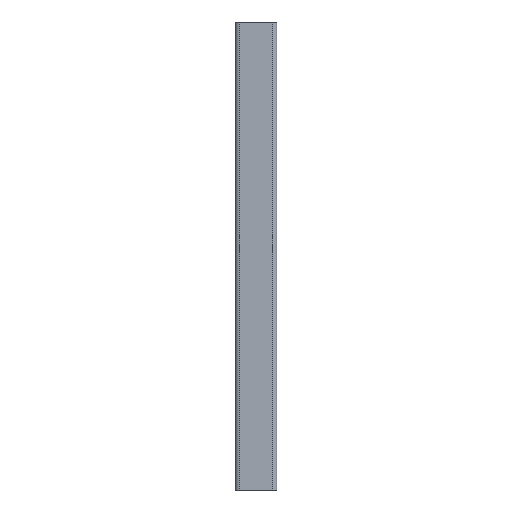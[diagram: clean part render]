
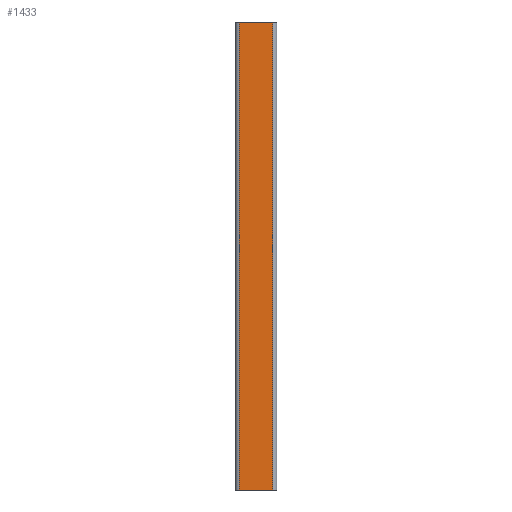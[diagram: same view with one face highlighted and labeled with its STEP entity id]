
A CAD part, front view. The second image highlights one B-rep face of the part: STEP entity #1433.
In plain terms, the highlighted planar face has unit normal (0, -1, 0).
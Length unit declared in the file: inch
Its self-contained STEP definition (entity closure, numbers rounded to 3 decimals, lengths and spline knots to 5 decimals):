
#29 = CARTESIAN_POINT ( 'NONE',  ( -0.4, -0.5, 0. ) ) ;
#99 = EDGE_CURVE ( 'NONE', #1277, #1862, #852, .T. ) ;
#220 = EDGE_CURVE ( 'NONE', #1862, #1431, #702, .T. ) ;
#340 = CARTESIAN_POINT ( 'NONE',  ( 0.4, -0.5, -11.24858 ) ) ;
#341 = VECTOR ( 'NONE', #1128, 39.37008 ) ;
#349 = CARTESIAN_POINT ( 'NONE',  ( -0.4, -0.5, -11.24858 ) ) ;
#351 = LINE ( 'NONE', #1110, #341 ) ;
#358 = VECTOR ( 'NONE', #1084, 39.37008 ) ;
#361 = CARTESIAN_POINT ( 'NONE',  ( 0.4, -0.5, 0. ) ) ;
#376 = LINE ( 'NONE', #1082, #358 ) ;
#451 = DIRECTION ( 'NONE',  ( 1., 0., 0. ) ) ;
#452 = DIRECTION ( 'NONE',  ( 0., -1., 0. ) ) ;
#454 = PLANE ( 'NONE',  #733 ) ;
#458 = CARTESIAN_POINT ( 'NONE',  ( 0.4, -0.5, -1. ) ) ;
#576 = FACE_OUTER_BOUND ( 'NONE', #1010, .T. ) ;
#700 = VECTOR ( 'NONE', #1172, 39.37008 ) ;
#702 = LINE ( 'NONE', #1170, #700 ) ;
#733 = AXIS2_PLACEMENT_3D ( 'NONE', #458, #452, #451 ) ;
#845 = VECTOR ( 'NONE', #1522, 39.37008 ) ;
#852 = LINE ( 'NONE', #1545, #845 ) ;
#1010 = EDGE_LOOP ( 'NONE', ( #1579, #1577, #1570, #1566 ) ) ;
#1082 = CARTESIAN_POINT ( 'NONE',  ( 0.4, -0.5, 0. ) ) ;
#1084 = DIRECTION ( 'NONE',  ( 1., 0., 0. ) ) ;
#1110 = CARTESIAN_POINT ( 'NONE',  ( 0.4, -0.5, -1. ) ) ;
#1128 = DIRECTION ( 'NONE',  ( 0., 0., 1. ) ) ;
#1170 = CARTESIAN_POINT ( 'NONE',  ( -0.4, -0.5, -1. ) ) ;
#1172 = DIRECTION ( 'NONE',  ( 0., 0., 1. ) ) ;
#1208 = VERTEX_POINT ( 'NONE', #361 ) ;
#1277 = VERTEX_POINT ( 'NONE', #340 ) ;
#1431 = VERTEX_POINT ( 'NONE', #29 ) ;
#1433 = ADVANCED_FACE ( 'NONE', ( #576 ), #454, .T. ) ;
#1522 = DIRECTION ( 'NONE',  ( -1., 0., 0. ) ) ;
#1545 = CARTESIAN_POINT ( 'NONE',  ( 0.4, -0.5, -11.24858 ) ) ;
#1566 = ORIENTED_EDGE ( 'NONE', *, *, #1759, .T. ) ;
#1570 = ORIENTED_EDGE ( 'NONE', *, *, #99, .F. ) ;
#1577 = ORIENTED_EDGE ( 'NONE', *, *, #220, .F. ) ;
#1579 = ORIENTED_EDGE ( 'NONE', *, *, #1728, .F. ) ;
#1728 = EDGE_CURVE ( 'NONE', #1431, #1208, #376, .T. ) ;
#1759 = EDGE_CURVE ( 'NONE', #1277, #1208, #351, .T. ) ;
#1862 = VERTEX_POINT ( 'NONE', #349 ) ;
